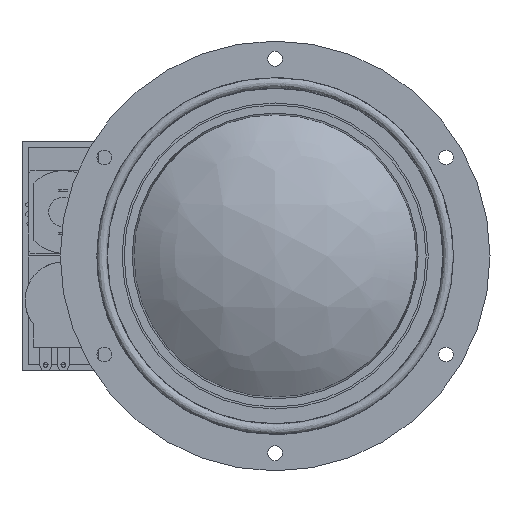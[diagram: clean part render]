
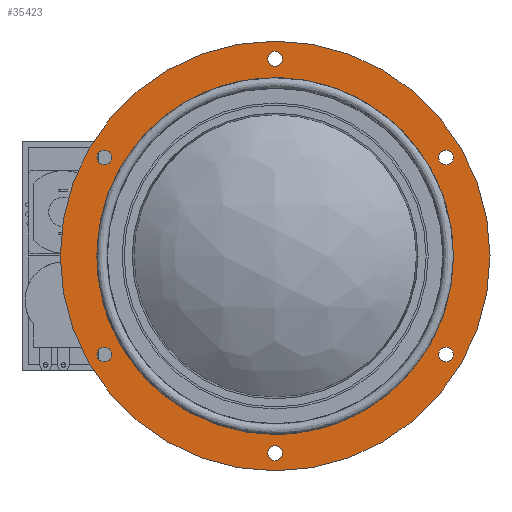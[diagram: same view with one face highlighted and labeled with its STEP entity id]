
A CAD part, left-side view. The second image highlights one B-rep face of the part: STEP entity #35423.
In plain terms, the highlighted planar face has unit normal (-1, 0, 0).
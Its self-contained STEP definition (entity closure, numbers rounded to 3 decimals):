
#285 = FACE_OUTER_BOUND ( 'NONE', #29039, .T. ) ;
#1640 = CARTESIAN_POINT ( 'NONE',  ( -0.159, -29.012, -16.75 ) ) ;
#2093 = EDGE_LOOP ( 'NONE', ( #3462 ) ) ;
#3436 = EDGE_CURVE ( 'NONE', #28320, #28320, #14563, .T. ) ;
#3462 = ORIENTED_EDGE ( 'NONE', *, *, #11684, .T. ) ;
#4337 = FACE_BOUND ( 'NONE', #14360, .T. ) ;
#4448 = CARTESIAN_POINT ( 'NONE',  ( -0.159, 29.012, -16.75 ) ) ;
#4688 = AXIS2_PLACEMENT_3D ( 'NONE', #1640, #24428, #40973 ) ;
#4726 = EDGE_LOOP ( 'NONE', ( #22001 ) ) ;
#5755 = DIRECTION ( 'NONE',  ( 1., 0., 0. ) ) ;
#6099 = EDGE_CURVE ( 'NONE', #46287, #46287, #14642, .T. ) ;
#6223 = ORIENTED_EDGE ( 'NONE', *, *, #29126, .T. ) ;
#6407 = CARTESIAN_POINT ( 'NONE',  ( -0.159, 0., 0. ) ) ;
#7148 = CARTESIAN_POINT ( 'NONE',  ( -0.159, -29.012, -15.5 ) ) ;
#9228 = CARTESIAN_POINT ( 'NONE',  ( -0.159, 30.3, 0. ) ) ;
#9809 = DIRECTION ( 'NONE',  ( 1., 0., 0. ) ) ;
#11684 = EDGE_CURVE ( 'NONE', #15893, #15893, #19551, .T. ) ;
#11772 = VERTEX_POINT ( 'NONE', #15548 ) ;
#11818 = DIRECTION ( 'NONE',  ( 0., 0., -1. ) ) ;
#12473 = ORIENTED_EDGE ( 'NONE', *, *, #21015, .T. ) ;
#13870 = DIRECTION ( 'NONE',  ( 0., 0., 1. ) ) ;
#14360 = EDGE_LOOP ( 'NONE', ( #46334 ) ) ;
#14563 = CIRCLE ( 'NONE', #53372, 36.5 ) ;
#14642 = CIRCLE ( 'NONE', #37739, 1.25 ) ;
#15039 = CARTESIAN_POINT ( 'NONE',  ( -0.159, 0., -36.5 ) ) ;
#15394 = EDGE_LOOP ( 'NONE', ( #34161 ) ) ;
#15548 = CARTESIAN_POINT ( 'NONE',  ( -0.159, 29.012, 18. ) ) ;
#15832 = VERTEX_POINT ( 'NONE', #7148 ) ;
#15893 = VERTEX_POINT ( 'NONE', #55795 ) ;
#17409 = CIRCLE ( 'NONE', #43274, 1.25 ) ;
#17844 = EDGE_LOOP ( 'NONE', ( #26360 ) ) ;
#19350 = CARTESIAN_POINT ( 'NONE',  ( -0.159, -29.012, 16.75 ) ) ;
#19551 = CIRCLE ( 'NONE', #37096, 30.3 ) ;
#21015 = EDGE_CURVE ( 'NONE', #26250, #26250, #55448, .T. ) ;
#22001 = ORIENTED_EDGE ( 'NONE', *, *, #43214, .T. ) ;
#22208 = CIRCLE ( 'NONE', #4688, 1.25 ) ;
#22229 = FACE_BOUND ( 'NONE', #29441, .T. ) ;
#24020 = DIRECTION ( 'NONE',  ( 1., 0., 0. ) ) ;
#24428 = DIRECTION ( 'NONE',  ( 1., 0., 0. ) ) ;
#24472 = VERTEX_POINT ( 'NONE', #42162 ) ;
#26250 = VERTEX_POINT ( 'NONE', #34674 ) ;
#26360 = ORIENTED_EDGE ( 'NONE', *, *, #48220, .T. ) ;
#26557 = FACE_BOUND ( 'NONE', #38737, .T. ) ;
#27292 = DIRECTION ( 'NONE',  ( 0., 0., 1. ) ) ;
#28320 = VERTEX_POINT ( 'NONE', #15039 ) ;
#29039 = EDGE_LOOP ( 'NONE', ( #34733 ) ) ;
#29126 = EDGE_CURVE ( 'NONE', #53742, #53742, #49563, .T. ) ;
#29441 = EDGE_LOOP ( 'NONE', ( #6223 ) ) ;
#29756 = CARTESIAN_POINT ( 'NONE',  ( -0.159, 0., -33.5 ) ) ;
#31020 = AXIS2_PLACEMENT_3D ( 'NONE', #9228, #44519, #39620 ) ;
#31736 = FACE_BOUND ( 'NONE', #2093, .T. ) ;
#32004 = AXIS2_PLACEMENT_3D ( 'NONE', #4448, #48397, #53292 ) ;
#33063 = CARTESIAN_POINT ( 'NONE',  ( -0.159, 29.012, 16.75 ) ) ;
#34161 = ORIENTED_EDGE ( 'NONE', *, *, #43453, .T. ) ;
#34674 = CARTESIAN_POINT ( 'NONE',  ( -0.159, -29.012, 18. ) ) ;
#34733 = ORIENTED_EDGE ( 'NONE', *, *, #3436, .F. ) ;
#35423 = ADVANCED_FACE ( 'NONE', ( #285, #31736, #22229, #49406, #39903, #26557, #35525, #4337 ), #53176, .T. ) ;
#35525 = FACE_BOUND ( 'NONE', #4726, .T. ) ;
#36691 = DIRECTION ( 'NONE',  ( 0., 0., 1. ) ) ;
#36973 = CARTESIAN_POINT ( 'NONE',  ( -0.159, 0., 33.5 ) ) ;
#37096 = AXIS2_PLACEMENT_3D ( 'NONE', #6407, #24020, #41706 ) ;
#37411 = DIRECTION ( 'NONE',  ( 1., 0., 0. ) ) ;
#37739 = AXIS2_PLACEMENT_3D ( 'NONE', #29756, #52638, #56418 ) ;
#37880 = AXIS2_PLACEMENT_3D ( 'NONE', #19350, #9809, #36691 ) ;
#38737 = EDGE_LOOP ( 'NONE', ( #12473 ) ) ;
#38877 = CIRCLE ( 'NONE', #51763, 1.25 ) ;
#39620 = DIRECTION ( 'NONE',  ( 0., 0., 1. ) ) ;
#39903 = FACE_BOUND ( 'NONE', #17844, .T. ) ;
#40973 = DIRECTION ( 'NONE',  ( 0., 0., 1. ) ) ;
#41706 = DIRECTION ( 'NONE',  ( 0., 0., -1. ) ) ;
#42162 = CARTESIAN_POINT ( 'NONE',  ( -0.159, 0., 34.75 ) ) ;
#43214 = EDGE_CURVE ( 'NONE', #15832, #15832, #22208, .T. ) ;
#43274 = AXIS2_PLACEMENT_3D ( 'NONE', #36973, #5755, #13870 ) ;
#43453 = EDGE_CURVE ( 'NONE', #11772, #11772, #38877, .T. ) ;
#44519 = DIRECTION ( 'NONE',  ( -1., 0., 0. ) ) ;
#46287 = VERTEX_POINT ( 'NONE', #54380 ) ;
#46334 = ORIENTED_EDGE ( 'NONE', *, *, #6099, .T. ) ;
#47411 = CARTESIAN_POINT ( 'NONE',  ( -0.159, 0., 0. ) ) ;
#48220 = EDGE_CURVE ( 'NONE', #24472, #24472, #17409, .T. ) ;
#48397 = DIRECTION ( 'NONE',  ( 1., 0., 0. ) ) ;
#49406 = FACE_BOUND ( 'NONE', #15394, .T. ) ;
#49563 = CIRCLE ( 'NONE', #32004, 1.25 ) ;
#50541 = CARTESIAN_POINT ( 'NONE',  ( -0.159, 29.012, -15.5 ) ) ;
#51432 = DIRECTION ( 'NONE',  ( 1., 0., 0. ) ) ;
#51763 = AXIS2_PLACEMENT_3D ( 'NONE', #33063, #37411, #27292 ) ;
#52638 = DIRECTION ( 'NONE',  ( 1., 0., 0. ) ) ;
#53176 = PLANE ( 'NONE',  #31020 ) ;
#53292 = DIRECTION ( 'NONE',  ( 0., 0., 1. ) ) ;
#53372 = AXIS2_PLACEMENT_3D ( 'NONE', #47411, #51432, #11818 ) ;
#53742 = VERTEX_POINT ( 'NONE', #50541 ) ;
#54380 = CARTESIAN_POINT ( 'NONE',  ( -0.159, 0., -32.25 ) ) ;
#55448 = CIRCLE ( 'NONE', #37880, 1.25 ) ;
#55795 = CARTESIAN_POINT ( 'NONE',  ( -0.159, 0., -30.3 ) ) ;
#56418 = DIRECTION ( 'NONE',  ( 0., 0., 1. ) ) ;
